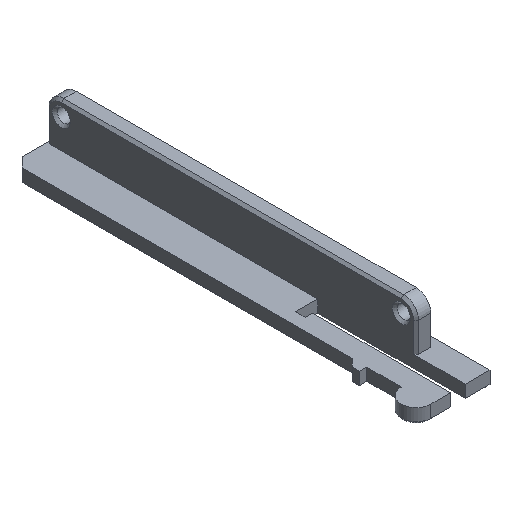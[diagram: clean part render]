
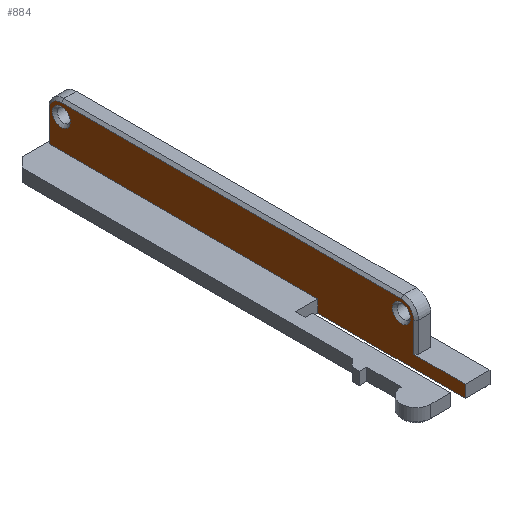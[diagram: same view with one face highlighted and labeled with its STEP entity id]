
A CAD part, isometric view. The second image highlights one B-rep face of the part: STEP entity #884.
In plain terms, the highlighted planar face has unit normal (-1, 0, 0).
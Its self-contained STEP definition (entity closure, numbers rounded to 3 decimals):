
#21=FACE_BOUND('',#123,.T.);
#22=FACE_BOUND('',#124,.T.);
#25=PLANE('',#953);
#69=FACE_OUTER_BOUND('',#122,.T.);
#122=EDGE_LOOP('',(#626,#627,#628,#629,#630,#631,#632,#633,#634,#635,#636));
#123=EDGE_LOOP('',(#637));
#124=EDGE_LOOP('',(#638));
#179=LINE('',#1278,#291);
#180=LINE('',#1280,#292);
#181=LINE('',#1282,#293);
#182=LINE('',#1284,#294);
#183=LINE('',#1286,#295);
#184=LINE('',#1288,#296);
#185=LINE('',#1290,#297);
#186=LINE('',#1294,#298);
#187=LINE('',#1297,#299);
#291=VECTOR('',#1029,10.);
#292=VECTOR('',#1030,10.);
#293=VECTOR('',#1031,10.);
#294=VECTOR('',#1032,10.);
#295=VECTOR('',#1033,10.);
#296=VECTOR('',#1034,10.);
#297=VECTOR('',#1035,10.);
#298=VECTOR('',#1038,10.);
#299=VECTOR('',#1041,10.);
#403=CIRCLE('',#952,1.85);
#404=CIRCLE('',#954,2.5);
#405=CIRCLE('',#955,2.5);
#406=CIRCLE('',#956,1.85);
#418=VERTEX_POINT('',#1272);
#419=VERTEX_POINT('',#1276);
#420=VERTEX_POINT('',#1277);
#421=VERTEX_POINT('',#1279);
#422=VERTEX_POINT('',#1281);
#423=VERTEX_POINT('',#1283);
#424=VERTEX_POINT('',#1285);
#425=VERTEX_POINT('',#1287);
#426=VERTEX_POINT('',#1289);
#427=VERTEX_POINT('',#1291);
#428=VERTEX_POINT('',#1293);
#429=VERTEX_POINT('',#1295);
#430=VERTEX_POINT('',#1298);
#496=EDGE_CURVE('',#418,#418,#403,.T.);
#497=EDGE_CURVE('',#419,#420,#179,.T.);
#498=EDGE_CURVE('',#421,#419,#180,.T.);
#499=EDGE_CURVE('',#421,#422,#181,.T.);
#500=EDGE_CURVE('',#423,#422,#182,.T.);
#501=EDGE_CURVE('',#424,#423,#183,.T.);
#502=EDGE_CURVE('',#425,#424,#184,.T.);
#503=EDGE_CURVE('',#426,#425,#185,.T.);
#504=EDGE_CURVE('',#427,#426,#404,.T.);
#505=EDGE_CURVE('',#428,#427,#186,.T.);
#506=EDGE_CURVE('',#429,#428,#405,.T.);
#507=EDGE_CURVE('',#420,#429,#187,.T.);
#508=EDGE_CURVE('',#430,#430,#406,.T.);
#626=ORIENTED_EDGE('',*,*,#497,.F.);
#627=ORIENTED_EDGE('',*,*,#498,.F.);
#628=ORIENTED_EDGE('',*,*,#499,.T.);
#629=ORIENTED_EDGE('',*,*,#500,.F.);
#630=ORIENTED_EDGE('',*,*,#501,.F.);
#631=ORIENTED_EDGE('',*,*,#502,.F.);
#632=ORIENTED_EDGE('',*,*,#503,.F.);
#633=ORIENTED_EDGE('',*,*,#504,.F.);
#634=ORIENTED_EDGE('',*,*,#505,.F.);
#635=ORIENTED_EDGE('',*,*,#506,.F.);
#636=ORIENTED_EDGE('',*,*,#507,.F.);
#637=ORIENTED_EDGE('',*,*,#508,.F.);
#638=ORIENTED_EDGE('',*,*,#496,.F.);
#884=ADVANCED_FACE('',(#69,#21,#22),#25,.F.);
#952=AXIS2_PLACEMENT_3D('',#1274,#1025,#1026);
#953=AXIS2_PLACEMENT_3D('',#1275,#1027,#1028);
#954=AXIS2_PLACEMENT_3D('',#1292,#1036,#1037);
#955=AXIS2_PLACEMENT_3D('',#1296,#1039,#1040);
#956=AXIS2_PLACEMENT_3D('',#1299,#1042,#1043);
#1025=DIRECTION('center_axis',(-1.,0.,0.));
#1026=DIRECTION('ref_axis',(0.,1.,0.));
#1027=DIRECTION('center_axis',(1.,0.,0.));
#1028=DIRECTION('ref_axis',(0.,1.,0.));
#1029=DIRECTION('',(0.,0.,1.));
#1030=DIRECTION('',(0.,1.,0.));
#1031=DIRECTION('',(0.,0.,-1.));
#1032=DIRECTION('',(0.,1.,0.));
#1033=DIRECTION('',(0.,0.,-1.));
#1034=DIRECTION('',(0.,-1.,0.));
#1035=DIRECTION('',(0.,0.,-1.));
#1036=DIRECTION('center_axis',(1.,0.,0.));
#1037=DIRECTION('ref_axis',(0.,-1.,0.));
#1038=DIRECTION('',(0.,-1.,0.));
#1039=DIRECTION('center_axis',(1.,0.,0.));
#1040=DIRECTION('ref_axis',(0.,1.,0.));
#1041=DIRECTION('',(0.,0.,1.));
#1042=DIRECTION('center_axis',(-1.,0.,0.));
#1043=DIRECTION('ref_axis',(0.,1.,0.));
#1272=CARTESIAN_POINT('',(0.,-1.85,0.));
#1274=CARTESIAN_POINT('Origin',(0.,0.,0.));
#1275=CARTESIAN_POINT('Origin',(0.,34.5,0.));
#1276=CARTESIAN_POINT('',(0.,71.5,-6.));
#1277=CARTESIAN_POINT('',(0.,71.5,-3.));
#1278=CARTESIAN_POINT('',(0.,71.5,-1.5));
#1279=CARTESIAN_POINT('',(0.,17.,-6.));
#1280=CARTESIAN_POINT('',(0.,-3.,-6.));
#1281=CARTESIAN_POINT('',(0.,17.,-8.5));
#1282=CARTESIAN_POINT('',(0.,17.,-6.));
#1283=CARTESIAN_POINT('',(0.,-13.,-8.5));
#1284=CARTESIAN_POINT('',(0.,34.5,-8.5));
#1285=CARTESIAN_POINT('',(0.,-13.,-6.));
#1286=CARTESIAN_POINT('',(0.,-13.,-9.));
#1287=CARTESIAN_POINT('',(0.,-2.5,-6.));
#1288=CARTESIAN_POINT('',(0.,-3.,-6.));
#1289=CARTESIAN_POINT('',(0.,-2.5,0.));
#1290=CARTESIAN_POINT('',(0.,-2.5,0.));
#1291=CARTESIAN_POINT('',(0.,0.,2.5));
#1292=CARTESIAN_POINT('Origin',(0.,0.,0.));
#1293=CARTESIAN_POINT('',(0.,69.,2.5));
#1294=CARTESIAN_POINT('',(0.,51.75,2.5));
#1295=CARTESIAN_POINT('',(0.,71.5,0.));
#1296=CARTESIAN_POINT('Origin',(0.,69.,0.));
#1297=CARTESIAN_POINT('',(0.,71.5,-1.5));
#1298=CARTESIAN_POINT('',(0.,67.15,0.));
#1299=CARTESIAN_POINT('Origin',(0.,69.,0.));
